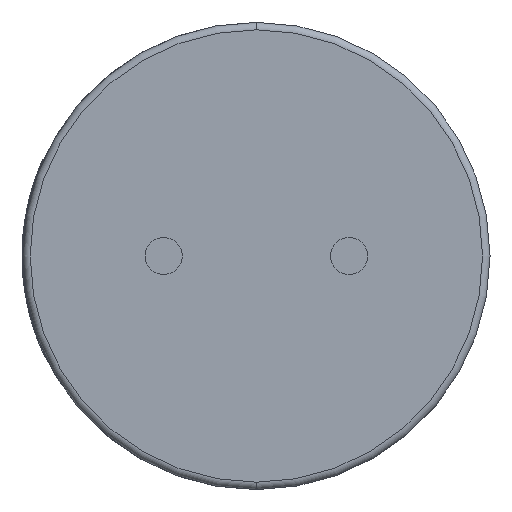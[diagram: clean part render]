
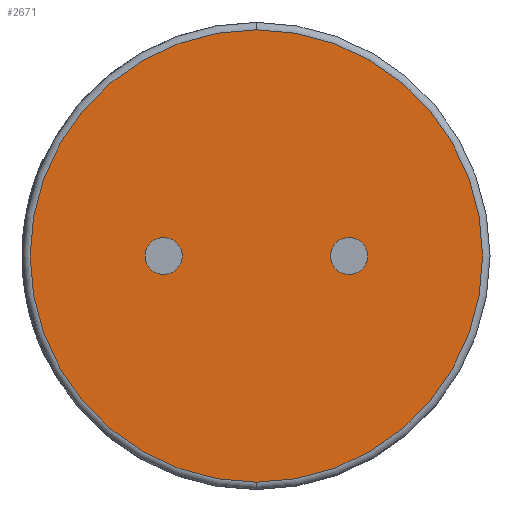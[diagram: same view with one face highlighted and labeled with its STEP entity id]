
A CAD part, front view. The second image highlights one B-rep face of the part: STEP entity #2671.
In plain terms, the highlighted planar face has unit normal (0, -1, 0).
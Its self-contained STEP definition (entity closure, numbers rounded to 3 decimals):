
#30 = AXIS2_PLACEMENT_3D ( 'NONE', #959, #2268, #1826 ) ;
#390 = DIRECTION ( 'NONE',  ( 0., 0., -1. ) ) ;
#453 = CARTESIAN_POINT ( 'NONE',  ( 1.25, 0., 0. ) ) ;
#592 = AXIS2_PLACEMENT_3D ( 'NONE', #693, #963, #1593 ) ;
#618 = EDGE_LOOP ( 'NONE', ( #2876, #2453 ) ) ;
#665 = EDGE_CURVE ( 'NONE', #2339, #2297, #2795, .T. ) ;
#693 = CARTESIAN_POINT ( 'NONE',  ( 1.25, 0., 0. ) ) ;
#805 = DIRECTION ( 'NONE',  ( 0., 0., -1. ) ) ;
#808 = CARTESIAN_POINT ( 'NONE',  ( -1.25, 0., -0.25 ) ) ;
#839 = CIRCLE ( 'NONE', #1113, 0.25 ) ;
#856 = ORIENTED_EDGE ( 'NONE', *, *, #2797, .F. ) ;
#883 = CIRCLE ( 'NONE', #2655, 0.25 ) ;
#903 = EDGE_CURVE ( 'NONE', #1665, #1488, #1910, .T. ) ;
#959 = CARTESIAN_POINT ( 'NONE',  ( 0., 0., 0. ) ) ;
#963 = DIRECTION ( 'NONE',  ( 0., -1., 0. ) ) ;
#974 = CARTESIAN_POINT ( 'NONE',  ( 1.25, 0., -0.25 ) ) ;
#1087 = VERTEX_POINT ( 'NONE', #808 ) ;
#1113 = AXIS2_PLACEMENT_3D ( 'NONE', #2156, #2815, #805 ) ;
#1139 = EDGE_LOOP ( 'NONE', ( #1528, #2872 ) ) ;
#1328 = EDGE_LOOP ( 'NONE', ( #856, #1560 ) ) ;
#1426 = CARTESIAN_POINT ( 'NONE',  ( -1.25, 0., 0. ) ) ;
#1439 = AXIS2_PLACEMENT_3D ( 'NONE', #2404, #2855, #390 ) ;
#1483 = CIRCLE ( 'NONE', #592, 0.25 ) ;
#1488 = VERTEX_POINT ( 'NONE', #2554 ) ;
#1492 = CARTESIAN_POINT ( 'NONE',  ( -1.25, 0., 0.25 ) ) ;
#1497 = FACE_BOUND ( 'NONE', #618, .T. ) ;
#1520 = EDGE_CURVE ( 'NONE', #1802, #1087, #883, .T. ) ;
#1528 = ORIENTED_EDGE ( 'NONE', *, *, #1597, .T. ) ;
#1560 = ORIENTED_EDGE ( 'NONE', *, *, #903, .F. ) ;
#1593 = DIRECTION ( 'NONE',  ( 0., 0., -1. ) ) ;
#1597 = EDGE_CURVE ( 'NONE', #2297, #2339, #1962, .T. ) ;
#1606 = CARTESIAN_POINT ( 'NONE',  ( 0., 0., -3.05 ) ) ;
#1665 = VERTEX_POINT ( 'NONE', #974 ) ;
#1724 = PLANE ( 'NONE',  #2751 ) ;
#1755 = FACE_OUTER_BOUND ( 'NONE', #1139, .T. ) ;
#1802 = VERTEX_POINT ( 'NONE', #1492 ) ;
#1826 = DIRECTION ( 'NONE',  ( 0., 0., -1. ) ) ;
#1879 = DIRECTION ( 'NONE',  ( 0., 0., -1. ) ) ;
#1910 = CIRCLE ( 'NONE', #2472, 0.25 ) ;
#1923 = EDGE_CURVE ( 'NONE', #1087, #1802, #839, .T. ) ;
#1961 = FACE_BOUND ( 'NONE', #1328, .T. ) ;
#1962 = CIRCLE ( 'NONE', #30, 3.05 ) ;
#2020 = DIRECTION ( 'NONE',  ( 0., 0., -1. ) ) ;
#2156 = CARTESIAN_POINT ( 'NONE',  ( -1.25, 0., 0. ) ) ;
#2242 = DIRECTION ( 'NONE',  ( 0., -1., 0. ) ) ;
#2258 = DIRECTION ( 'NONE',  ( 0., 0., -1. ) ) ;
#2268 = DIRECTION ( 'NONE',  ( 0., -1., 0. ) ) ;
#2297 = VERTEX_POINT ( 'NONE', #1606 ) ;
#2339 = VERTEX_POINT ( 'NONE', #2352 ) ;
#2352 = CARTESIAN_POINT ( 'NONE',  ( 0., 0., 3.05 ) ) ;
#2404 = CARTESIAN_POINT ( 'NONE',  ( 0., 0., 0. ) ) ;
#2423 = DIRECTION ( 'NONE',  ( 0., -1., 0. ) ) ;
#2453 = ORIENTED_EDGE ( 'NONE', *, *, #1923, .F. ) ;
#2472 = AXIS2_PLACEMENT_3D ( 'NONE', #453, #2242, #2258 ) ;
#2554 = CARTESIAN_POINT ( 'NONE',  ( 1.25, 0., 0.25 ) ) ;
#2583 = DIRECTION ( 'NONE',  ( 0., -1., 0. ) ) ;
#2635 = CARTESIAN_POINT ( 'NONE',  ( 3.15, 0., 0. ) ) ;
#2655 = AXIS2_PLACEMENT_3D ( 'NONE', #1426, #2583, #1879 ) ;
#2671 = ADVANCED_FACE ( 'NONE', ( #1497, #1961, #1755 ), #1724, .T. ) ;
#2751 = AXIS2_PLACEMENT_3D ( 'NONE', #2635, #2423, #2020 ) ;
#2795 = CIRCLE ( 'NONE', #1439, 3.05 ) ;
#2797 = EDGE_CURVE ( 'NONE', #1488, #1665, #1483, .T. ) ;
#2815 = DIRECTION ( 'NONE',  ( 0., -1., 0. ) ) ;
#2855 = DIRECTION ( 'NONE',  ( 0., -1., 0. ) ) ;
#2872 = ORIENTED_EDGE ( 'NONE', *, *, #665, .T. ) ;
#2876 = ORIENTED_EDGE ( 'NONE', *, *, #1520, .F. ) ;
